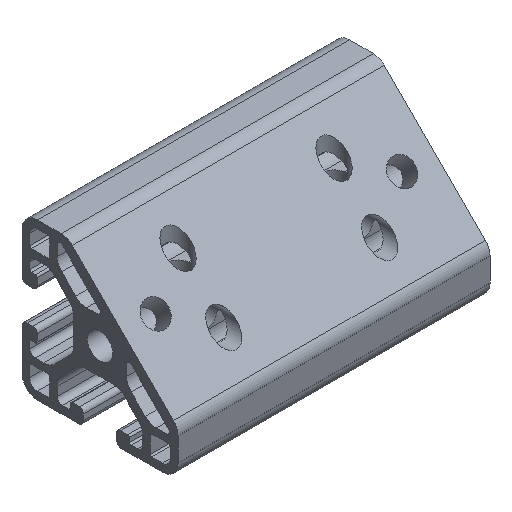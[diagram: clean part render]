
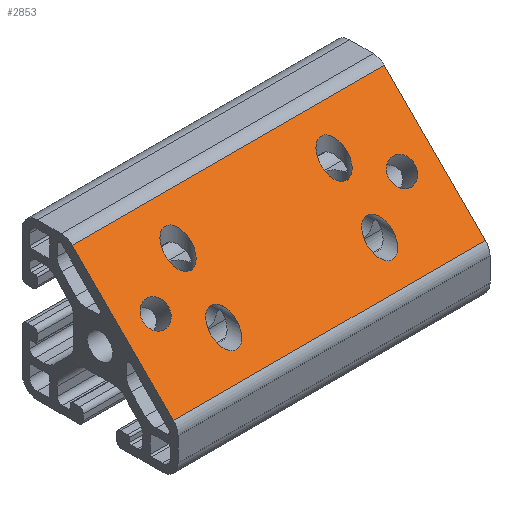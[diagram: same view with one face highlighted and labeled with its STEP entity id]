
A CAD part, isometric view. The second image highlights one B-rep face of the part: STEP entity #2853.
In plain terms, the highlighted planar face has unit normal (0, -0.707, 0.707).
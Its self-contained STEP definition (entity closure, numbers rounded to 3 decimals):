
#54=PLANE('',#3145);
#73=ELLIPSE('',#2921,3.477,2.459);
#82=ELLIPSE('',#2935,3.477,2.459);
#88=ELLIPSE('',#2946,3.477,2.459);
#89=ELLIPSE('',#2947,3.477,2.459);
#92=ELLIPSE('',#2957,3.477,2.459);
#93=ELLIPSE('',#2958,3.477,2.459);
#106=FACE_BOUND('',#479,.T.);
#107=FACE_BOUND('',#480,.T.);
#108=FACE_BOUND('',#481,.T.);
#109=FACE_BOUND('',#482,.T.);
#110=FACE_BOUND('',#483,.T.);
#111=FACE_BOUND('',#484,.T.);
#339=FACE_OUTER_BOUND('',#478,.T.);
#478=EDGE_LOOP('',(#2529,#2530,#2531,#2532));
#479=EDGE_LOOP('',(#2533,#2534));
#480=EDGE_LOOP('',(#2535,#2536));
#481=EDGE_LOOP('',(#2537));
#482=EDGE_LOOP('',(#2538));
#483=EDGE_LOOP('',(#2539,#2540));
#484=EDGE_LOOP('',(#2541,#2542));
#580=LINE('',#4934,#823);
#726=LINE('',#5363,#969);
#727=LINE('',#5366,#970);
#728=LINE('',#5367,#971);
#823=VECTOR('',#3439,10.);
#969=VECTOR('',#3883,200.);
#970=VECTOR('',#3886,27.515);
#971=VECTOR('',#3887,200.);
#1006=CIRCLE('',#2903,2.459);
#1007=CIRCLE('',#2904,2.459);
#1010=CIRCLE('',#2909,2.459);
#1011=CIRCLE('',#2910,2.459);
#1134=VERTEX_POINT('',#3999);
#1135=VERTEX_POINT('',#4000);
#1145=VERTEX_POINT('',#4159);
#1146=VERTEX_POINT('',#4160);
#1167=VERTEX_POINT('',#4426);
#1183=VERTEX_POINT('',#4531);
#1196=VERTEX_POINT('',#4634);
#1197=VERTEX_POINT('',#4635);
#1208=VERTEX_POINT('',#4754);
#1209=VERTEX_POINT('',#4755);
#1273=VERTEX_POINT('',#4931);
#1274=VERTEX_POINT('',#4933);
#1408=VERTEX_POINT('',#5361);
#1409=VERTEX_POINT('',#5365);
#1431=EDGE_CURVE('',#1134,#1135,#1006,.T.);
#1432=EDGE_CURVE('',#1135,#1134,#1007,.T.);
#1444=EDGE_CURVE('',#1145,#1146,#1010,.T.);
#1445=EDGE_CURVE('',#1146,#1145,#1011,.T.);
#1471=EDGE_CURVE('',#1167,#1167,#73,.T.);
#1491=EDGE_CURVE('',#1183,#1183,#82,.T.);
#1510=EDGE_CURVE('',#1196,#1197,#88,.T.);
#1511=EDGE_CURVE('',#1197,#1196,#89,.T.);
#1531=EDGE_CURVE('',#1208,#1209,#92,.T.);
#1532=EDGE_CURVE('',#1209,#1208,#93,.T.);
#1607=EDGE_CURVE('',#1274,#1273,#580,.T.);
#1823=EDGE_CURVE('',#1273,#1408,#726,.T.);
#1824=EDGE_CURVE('',#1408,#1409,#727,.T.);
#1825=EDGE_CURVE('',#1274,#1409,#728,.T.);
#2529=ORIENTED_EDGE('',*,*,#1607,.T.);
#2530=ORIENTED_EDGE('',*,*,#1823,.T.);
#2531=ORIENTED_EDGE('',*,*,#1824,.T.);
#2532=ORIENTED_EDGE('',*,*,#1825,.F.);
#2533=ORIENTED_EDGE('',*,*,#1431,.T.);
#2534=ORIENTED_EDGE('',*,*,#1432,.T.);
#2535=ORIENTED_EDGE('',*,*,#1444,.T.);
#2536=ORIENTED_EDGE('',*,*,#1445,.T.);
#2537=ORIENTED_EDGE('',*,*,#1471,.T.);
#2538=ORIENTED_EDGE('',*,*,#1491,.T.);
#2539=ORIENTED_EDGE('',*,*,#1531,.T.);
#2540=ORIENTED_EDGE('',*,*,#1532,.T.);
#2541=ORIENTED_EDGE('',*,*,#1510,.T.);
#2542=ORIENTED_EDGE('',*,*,#1511,.T.);
#2853=ADVANCED_FACE('',(#339,#106,#107,#108,#109,#110,#111),#54,.T.);
#2903=AXIS2_PLACEMENT_3D('',#4001,#3192,#3193);
#2904=AXIS2_PLACEMENT_3D('',#4002,#3194,#3195);
#2909=AXIS2_PLACEMENT_3D('',#4161,#3207,#3208);
#2910=AXIS2_PLACEMENT_3D('',#4162,#3209,#3210);
#2921=AXIS2_PLACEMENT_3D('',#4427,#3236,#3237);
#2935=AXIS2_PLACEMENT_3D('',#4532,#3267,#3268);
#2946=AXIS2_PLACEMENT_3D('',#4636,#3292,#3293);
#2947=AXIS2_PLACEMENT_3D('',#4637,#3294,#3295);
#2957=AXIS2_PLACEMENT_3D('',#4756,#3319,#3320);
#2958=AXIS2_PLACEMENT_3D('',#4757,#3321,#3322);
#3145=AXIS2_PLACEMENT_3D('',#5364,#3884,#3885);
#3192=DIRECTION('center_axis',(0.,0.707,-0.707));
#3193=DIRECTION('ref_axis',(1.,0.,0.));
#3194=DIRECTION('center_axis',(0.,0.707,-0.707));
#3195=DIRECTION('ref_axis',(1.,0.,0.));
#3207=DIRECTION('center_axis',(0.,0.707,-0.707));
#3208=DIRECTION('ref_axis',(1.,0.,0.));
#3209=DIRECTION('center_axis',(0.,0.707,-0.707));
#3210=DIRECTION('ref_axis',(1.,0.,0.));
#3236=DIRECTION('center_axis',(0.,0.707,-0.707));
#3237=DIRECTION('ref_axis',(0.,-0.707,-0.707));
#3267=DIRECTION('center_axis',(0.,0.707,-0.707));
#3268=DIRECTION('ref_axis',(0.,-0.707,-0.707));
#3292=DIRECTION('center_axis',(0.,0.707,-0.707));
#3293=DIRECTION('ref_axis',(0.,0.707,0.707));
#3294=DIRECTION('center_axis',(0.,0.707,-0.707));
#3295=DIRECTION('ref_axis',(0.,0.707,0.707));
#3319=DIRECTION('center_axis',(0.,0.707,-0.707));
#3320=DIRECTION('ref_axis',(0.,0.707,0.707));
#3321=DIRECTION('center_axis',(0.,0.707,-0.707));
#3322=DIRECTION('ref_axis',(0.,0.707,0.707));
#3439=DIRECTION('',(0.,-0.707,-0.707));
#3883=DIRECTION('',(1.,0.,0.));
#3884=DIRECTION('center_axis',(0.,-0.707,
0.707));
#3885=DIRECTION('ref_axis',(1.,0.,0.));
#3886=DIRECTION('',(0.,0.707,0.707));
#3887=DIRECTION('',(1.,0.,0.));
#3999=CARTESIAN_POINT('',(-21.242,-4.393,4.393));
#4000=CARTESIAN_POINT('',(-26.159,-4.393,4.393));
#4001=CARTESIAN_POINT('Origin',(-23.7,-4.393,4.393));
#4002=CARTESIAN_POINT('Origin',(-23.7,-4.393,4.393));
#4159=CARTESIAN_POINT('',(26.159,-4.393,4.393));
#4160=CARTESIAN_POINT('',(21.242,-4.393,4.393));
#4161=CARTESIAN_POINT('Origin',(23.7,-4.393,4.393));
#4162=CARTESIAN_POINT('Origin',(23.7,-4.393,4.393));
#4426=CARTESIAN_POINT('',(-15.,2.459,11.245));
#4427=CARTESIAN_POINT('Origin',(-15.,0.,8.787));
#4531=CARTESIAN_POINT('',(15.,2.459,11.245));
#4532=CARTESIAN_POINT('Origin',(15.,0.,8.787));
#4634=CARTESIAN_POINT('',(-15.,-11.245,-2.458));
#4635=CARTESIAN_POINT('',(-12.542,-8.787,0.));
#4636=CARTESIAN_POINT('Origin',(-15.,-8.787,0.));
#4637=CARTESIAN_POINT('Origin',(-15.,-8.787,0.));
#4754=CARTESIAN_POINT('',(15.,-11.245,-2.458));
#4755=CARTESIAN_POINT('',(17.459,-8.787,0.));
#4756=CARTESIAN_POINT('Origin',(15.,-8.787,0.));
#4757=CARTESIAN_POINT('Origin',(15.,-8.787,0.));
#4931=CARTESIAN_POINT('',(-30.,-14.121,-5.335));
#4933=CARTESIAN_POINT('',(-30.,5.335,14.121));
#4934=CARTESIAN_POINT('',(-30.,-9.257,-0.471));
#5361=CARTESIAN_POINT('',(30.,-14.121,-5.335));
#5363=CARTESIAN_POINT('',(-170.,-14.121,-5.335));
#5364=CARTESIAN_POINT('Origin',(-170.,-14.121,-5.335));
#5365=CARTESIAN_POINT('',(30.,5.335,14.121));
#5366=CARTESIAN_POINT('',(30.,-9.257,-0.471));
#5367=CARTESIAN_POINT('',(-170.,5.335,14.121));
